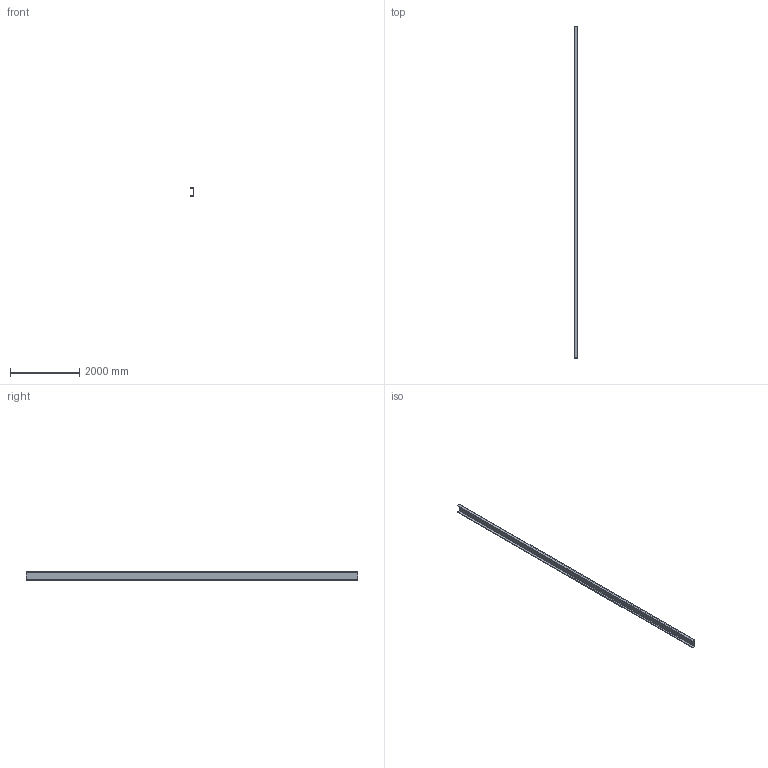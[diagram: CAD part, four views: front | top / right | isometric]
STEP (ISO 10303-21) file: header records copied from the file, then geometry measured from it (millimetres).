
FILE_DESCRIPTION(('FreeCAD Model'),'2;1');
FILE_NAME('Open CASCADE Shape Model','2025-05-03T14:05:41',('FreeCAD'),( 'FreeCAD'),'Open CASCADE STEP processor 7.6','FreeCAD','Unknown');
FILE_SCHEMA(('AUTOMOTIVE_DESIGN { 1 0 10303 214 1 1 1 1 }'));
Length unit declared in the file: millimetre
Products named in the file (1): Open CASCADE STEP translator 7.6 1
Bounding box: 94.25 x 9604.31 x 235.62 mm (x, y, z)
Volume: 37728560.4 mm3; surface area: 7853005.1 mm2
Topology: 1 solids, 2 shells, 15 faces, 50 edges, 38 vertices
Faces by surface type: bspline 15
Entity records: 506 total; most frequent: CARTESIAN_POINT 219, ORIENTED_EDGE 86, EDGE_CURVE 50, VERTEX_POINT 38, B_SPLINE_CURVE_WITH_KNOTS 38, ADVANCED_FACE 15, FACE_BOUND 15, EDGE_LOOP 15
